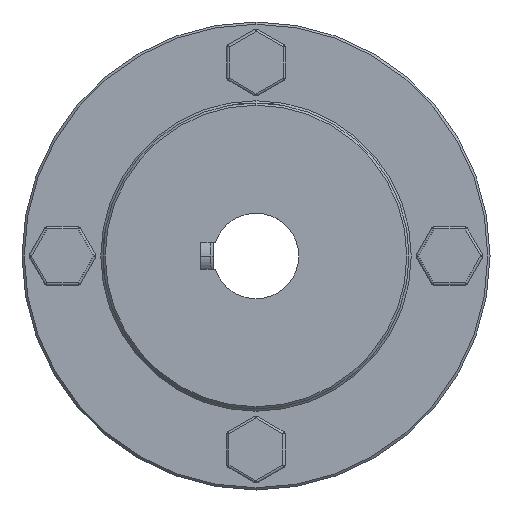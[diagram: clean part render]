
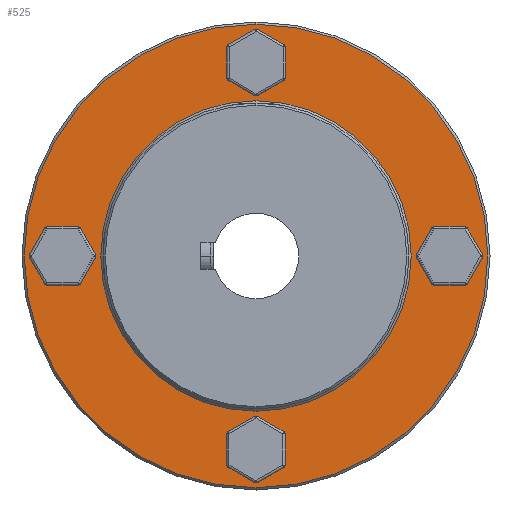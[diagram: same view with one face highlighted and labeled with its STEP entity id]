
A CAD part, left-side view. The second image highlights one B-rep face of the part: STEP entity #525.
In plain terms, the highlighted planar face has unit normal (-1, 0, 0).
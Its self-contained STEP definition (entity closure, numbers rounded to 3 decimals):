
#525 = ADVANCED_FACE ( 'NONE', ( #3147, #3150, #3152, #3154, #3141, #3148 ), #3462, .T. ) ;
#973 = ORIENTED_EDGE ( 'NONE', *, *, #10717, .F. ) ;
#974 = ORIENTED_EDGE ( 'NONE', *, *, #10792, .F. ) ;
#975 = ORIENTED_EDGE ( 'NONE', *, *, #10724, .F. ) ;
#976 = ORIENTED_EDGE ( 'NONE', *, *, #10809, .F. ) ;
#977 = ORIENTED_EDGE ( 'NONE', *, *, #10728, .F. ) ;
#978 = ORIENTED_EDGE ( 'NONE', *, *, #10808, .F. ) ;
#979 = ORIENTED_EDGE ( 'NONE', *, *, #10732, .F. ) ;
#980 = ORIENTED_EDGE ( 'NONE', *, *, #10810, .F. ) ;
#981 = ORIENTED_EDGE ( 'NONE', *, *, #10811, .T. ) ;
#982 = ORIENTED_EDGE ( 'NONE', *, *, #10756, .T. ) ;
#983 = ORIENTED_EDGE ( 'NONE', *, *, #10742, .T. ) ;
#984 = ORIENTED_EDGE ( 'NONE', *, *, #10805, .T. ) ;
#1891 = AXIS2_PLACEMENT_3D ( 'NONE', #3460, #3465, #3466 ) ;
#3141 = FACE_OUTER_BOUND ( 'NONE', #10274, .T. ) ;
#3147 = FACE_BOUND ( 'NONE', #10307, .T. ) ;
#3148 = FACE_BOUND ( 'NONE', #10283, .T. ) ;
#3150 = FACE_BOUND ( 'NONE', #10310, .T. ) ;
#3152 = FACE_BOUND ( 'NONE', #10311, .T. ) ;
#3154 = FACE_BOUND ( 'NONE', #10312, .T. ) ;
#3460 = CARTESIAN_POINT ( 'NONE',  ( -14.5, 52., 0. ) ) ;
#3462 = PLANE ( 'NONE',  #1891 ) ;
#3465 = DIRECTION ( 'NONE',  ( -1., 0., 0. ) ) ;
#3466 = DIRECTION ( 'NONE',  ( 0., 0., 1. ) ) ;
#4587 = AXIS2_PLACEMENT_3D ( 'NONE', #8849, #8854, #8855 ) ;
#4593 = AXIS2_PLACEMENT_3D ( 'NONE', #8872, #8874, #8875 ) ;
#4594 = AXIS2_PLACEMENT_3D ( 'NONE', #8993, #8994, #8995 ) ;
#4595 = AXIS2_PLACEMENT_3D ( 'NONE', #8882, #8884, #8885 ) ;
#4597 = AXIS2_PLACEMENT_3D ( 'NONE', #8863, #8907, #8908 ) ;
#4604 = AXIS2_PLACEMENT_3D ( 'NONE', #9058, #9059, #9060 ) ;
#7854 = CIRCLE ( 'NONE', #4587, 4. ) ;
#7864 = CIRCLE ( 'NONE', #4593, 4. ) ;
#7871 = CIRCLE ( 'NONE', #4595, 4. ) ;
#7875 = CIRCLE ( 'NONE', #4597, 4. ) ;
#7888 = CIRCLE ( 'NONE', #4594, 34.5 ) ;
#7909 = CIRCLE ( 'NONE', #4604, 51.5 ) ;
#7960 = CIRCLE ( 'NONE', #9401, 4. ) ;
#7976 = CIRCLE ( 'NONE', #9408, 34.5 ) ;
#7981 = CIRCLE ( 'NONE', #9411, 4. ) ;
#7983 = CIRCLE ( 'NONE', #9412, 4. ) ;
#7985 = CIRCLE ( 'NONE', #9413, 4. ) ;
#7986 = CIRCLE ( 'NONE', #9414, 51.5 ) ;
#8849 = CARTESIAN_POINT ( 'NONE',  ( -14.5, 43., 0. ) ) ;
#8854 = DIRECTION ( 'NONE',  ( -1., 0., 0. ) ) ;
#8855 = DIRECTION ( 'NONE',  ( 0., 0., 1. ) ) ;
#8863 = CARTESIAN_POINT ( 'NONE',  ( -14.5, 0., -43. ) ) ;
#8872 = CARTESIAN_POINT ( 'NONE',  ( -14.5, 0., 43. ) ) ;
#8874 = DIRECTION ( 'NONE',  ( -1., 0., 0. ) ) ;
#8875 = DIRECTION ( 'NONE',  ( 0., 0., 1. ) ) ;
#8882 = CARTESIAN_POINT ( 'NONE',  ( -14.5, -43., 0. ) ) ;
#8884 = DIRECTION ( 'NONE',  ( -1., 0., 0. ) ) ;
#8885 = DIRECTION ( 'NONE',  ( 0., 0., 1. ) ) ;
#8907 = DIRECTION ( 'NONE',  ( -1., 0., 0. ) ) ;
#8908 = DIRECTION ( 'NONE',  ( 0., 0., 1. ) ) ;
#8993 = CARTESIAN_POINT ( 'NONE',  ( -14.5, 0., 0. ) ) ;
#8994 = DIRECTION ( 'NONE',  ( 1., 0., 0. ) ) ;
#8995 = DIRECTION ( 'NONE',  ( 0., 0., 1. ) ) ;
#9058 = CARTESIAN_POINT ( 'NONE',  ( -14.5, 0., 0. ) ) ;
#9059 = DIRECTION ( 'NONE',  ( -1., 0., 0. ) ) ;
#9060 = DIRECTION ( 'NONE',  ( 0., 0., 1. ) ) ;
#9250 = CARTESIAN_POINT ( 'NONE',  ( -14.5, 43., 0. ) ) ;
#9255 = DIRECTION ( 'NONE',  ( -1., 0., 0. ) ) ;
#9256 = DIRECTION ( 'NONE',  ( 0., 0., 1. ) ) ;
#9282 = CARTESIAN_POINT ( 'NONE',  ( -14.5, 0., 0. ) ) ;
#9289 = DIRECTION ( 'NONE',  ( 1., 0., 0. ) ) ;
#9290 = DIRECTION ( 'NONE',  ( 0., 0., 1. ) ) ;
#9291 = CARTESIAN_POINT ( 'NONE',  ( -14.5, -43., 0. ) ) ;
#9294 = CARTESIAN_POINT ( 'NONE',  ( -14.5, 0., 43. ) ) ;
#9297 = CARTESIAN_POINT ( 'NONE',  ( -14.5, 0., -43. ) ) ;
#9298 = DIRECTION ( 'NONE',  ( -1., 0., 0. ) ) ;
#9299 = DIRECTION ( 'NONE',  ( 0., 0., 1. ) ) ;
#9300 = CARTESIAN_POINT ( 'NONE',  ( -14.5, 0., 0. ) ) ;
#9301 = DIRECTION ( 'NONE',  ( -1., 0., 0. ) ) ;
#9302 = DIRECTION ( 'NONE',  ( 0., 0., 1. ) ) ;
#9303 = DIRECTION ( 'NONE',  ( -1., 0., 0. ) ) ;
#9304 = DIRECTION ( 'NONE',  ( 0., 0., 1. ) ) ;
#9305 = DIRECTION ( 'NONE',  ( -1., 0., 0. ) ) ;
#9306 = DIRECTION ( 'NONE',  ( 0., 0., 1. ) ) ;
#9401 = AXIS2_PLACEMENT_3D ( 'NONE', #9250, #9255, #9256 ) ;
#9408 = AXIS2_PLACEMENT_3D ( 'NONE', #9282, #9289, #9290 ) ;
#9411 = AXIS2_PLACEMENT_3D ( 'NONE', #9291, #9298, #9299 ) ;
#9412 = AXIS2_PLACEMENT_3D ( 'NONE', #9294, #9301, #9302 ) ;
#9413 = AXIS2_PLACEMENT_3D ( 'NONE', #9297, #9303, #9304 ) ;
#9414 = AXIS2_PLACEMENT_3D ( 'NONE', #9300, #9305, #9306 ) ;
#9692 = CARTESIAN_POINT ( 'NONE',  ( -14.5, 43., -4. ) ) ;
#9693 = CARTESIAN_POINT ( 'NONE',  ( -14.5, 43., 4. ) ) ;
#9696 = CARTESIAN_POINT ( 'NONE',  ( -14.5, 0., 39. ) ) ;
#9697 = CARTESIAN_POINT ( 'NONE',  ( -14.5, 0., 47. ) ) ;
#9700 = CARTESIAN_POINT ( 'NONE',  ( -14.5, -43., -4. ) ) ;
#9701 = CARTESIAN_POINT ( 'NONE',  ( -14.5, -43., 4. ) ) ;
#9704 = CARTESIAN_POINT ( 'NONE',  ( -14.5, 0., -47. ) ) ;
#9705 = CARTESIAN_POINT ( 'NONE',  ( -14.5, 0., -39. ) ) ;
#9726 = CARTESIAN_POINT ( 'NONE',  ( -14.5, 0., 34.5 ) ) ;
#9727 = CARTESIAN_POINT ( 'NONE',  ( -14.5, 0., -34.5 ) ) ;
#9728 = CARTESIAN_POINT ( 'NONE',  ( -14.5, 0., 51.5 ) ) ;
#9729 = CARTESIAN_POINT ( 'NONE',  ( -14.5, 0., -51.5 ) ) ;
#10274 = EDGE_LOOP ( 'NONE', ( #981, #982 ) ) ;
#10283 = EDGE_LOOP ( 'NONE', ( #983, #984 ) ) ;
#10307 = EDGE_LOOP ( 'NONE', ( #973, #974 ) ) ;
#10310 = EDGE_LOOP ( 'NONE', ( #975, #976 ) ) ;
#10311 = EDGE_LOOP ( 'NONE', ( #977, #978 ) ) ;
#10312 = EDGE_LOOP ( 'NONE', ( #979, #980 ) ) ;
#10717 = EDGE_CURVE ( 'NONE', #11335, #11336, #7854, .T. ) ;
#10724 = EDGE_CURVE ( 'NONE', #11339, #11340, #7864, .T. ) ;
#10728 = EDGE_CURVE ( 'NONE', #11343, #11344, #7871, .T. ) ;
#10732 = EDGE_CURVE ( 'NONE', #11347, #11348, #7875, .T. ) ;
#10742 = EDGE_CURVE ( 'NONE', #11370, #11369, #7888, .T. ) ;
#10756 = EDGE_CURVE ( 'NONE', #11371, #11372, #7909, .T. ) ;
#10792 = EDGE_CURVE ( 'NONE', #11336, #11335, #7960, .T. ) ;
#10805 = EDGE_CURVE ( 'NONE', #11369, #11370, #7976, .T. ) ;
#10808 = EDGE_CURVE ( 'NONE', #11344, #11343, #7981, .T. ) ;
#10809 = EDGE_CURVE ( 'NONE', #11340, #11339, #7983, .T. ) ;
#10810 = EDGE_CURVE ( 'NONE', #11348, #11347, #7985, .T. ) ;
#10811 = EDGE_CURVE ( 'NONE', #11372, #11371, #7986, .T. ) ;
#11335 = VERTEX_POINT ( 'NONE', #9692 ) ;
#11336 = VERTEX_POINT ( 'NONE', #9693 ) ;
#11339 = VERTEX_POINT ( 'NONE', #9696 ) ;
#11340 = VERTEX_POINT ( 'NONE', #9697 ) ;
#11343 = VERTEX_POINT ( 'NONE', #9700 ) ;
#11344 = VERTEX_POINT ( 'NONE', #9701 ) ;
#11347 = VERTEX_POINT ( 'NONE', #9704 ) ;
#11348 = VERTEX_POINT ( 'NONE', #9705 ) ;
#11369 = VERTEX_POINT ( 'NONE', #9726 ) ;
#11370 = VERTEX_POINT ( 'NONE', #9727 ) ;
#11371 = VERTEX_POINT ( 'NONE', #9728 ) ;
#11372 = VERTEX_POINT ( 'NONE', #9729 ) ;
